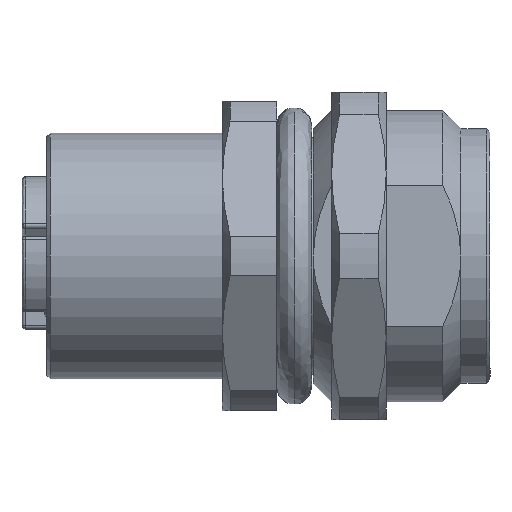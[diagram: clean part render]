
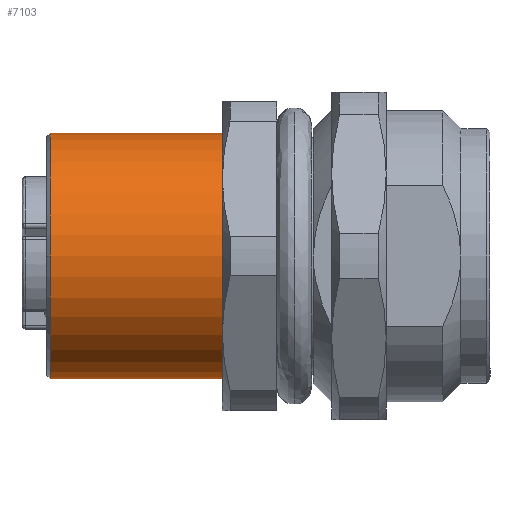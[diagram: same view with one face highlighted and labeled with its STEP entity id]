
A CAD part, left-side view. The second image highlights one B-rep face of the part: STEP entity #7103.
In plain terms, the highlighted cylindrical face has radius 6.75 mm (diameter 13.5 mm), a partial arc.
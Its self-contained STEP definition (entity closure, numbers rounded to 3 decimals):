
#4 = CARTESIAN_POINT ( 'NONE',  ( 0., 16.45, 0. ) ) ;
#225 = LINE ( 'NONE', #15471, #9964 ) ;
#264 = FACE_OUTER_BOUND ( 'NONE', #1228, .T. ) ;
#267 = CARTESIAN_POINT ( 'NONE',  ( 0., 7., -6.75 ) ) ;
#614 = EDGE_CURVE ( 'NONE', #12230, #12468, #8745, .T. ) ;
#1180 = DIRECTION ( 'NONE',  ( 0., 0., 1. ) ) ;
#1183 = DIRECTION ( 'NONE',  ( 0., 0., 1. ) ) ;
#1228 = EDGE_LOOP ( 'NONE', ( #12161, #3206, #5244, #16662, #6370 ) ) ;
#1313 = DIRECTION ( 'NONE',  ( 0., 0., 1. ) ) ;
#1338 = DIRECTION ( 'NONE',  ( 0., -1., 0. ) ) ;
#1466 = CARTESIAN_POINT ( 'NONE',  ( 0., 16.45, 0. ) ) ;
#1735 = LINE ( 'NONE', #6126, #15322 ) ;
#2491 = CARTESIAN_POINT ( 'NONE',  ( 0., 16.45, 6.75 ) ) ;
#3206 = ORIENTED_EDGE ( 'NONE', *, *, #5607, .T. ) ;
#3433 = VERTEX_POINT ( 'NONE', #9650 ) ;
#3687 = DIRECTION ( 'NONE',  ( 0., -1., 0. ) ) ;
#3934 = AXIS2_PLACEMENT_3D ( 'NONE', #1466, #1338, #1180 ) ;
#4892 = EDGE_CURVE ( 'NONE', #15053, #3433, #8242, .T. ) ;
#5244 = ORIENTED_EDGE ( 'NONE', *, *, #614, .T. ) ;
#5607 = EDGE_CURVE ( 'NONE', #8029, #12230, #1735, .T. ) ;
#5719 = CARTESIAN_POINT ( 'NONE',  ( 0., 16.65, 0. ) ) ;
#6073 = DIRECTION ( 'NONE',  ( 0., -1., 0. ) ) ;
#6126 = CARTESIAN_POINT ( 'NONE',  ( 0., 16.65, -6.75 ) ) ;
#6370 = ORIENTED_EDGE ( 'NONE', *, *, #4892, .T. ) ;
#6614 = DIRECTION ( 'NONE',  ( 0., 1., 0. ) ) ;
#7103 = ADVANCED_FACE ( 'NONE', ( #264 ), #16532, .T. ) ;
#7586 = CARTESIAN_POINT ( 'NONE',  ( 0., 7., 0. ) ) ;
#8029 = VERTEX_POINT ( 'NONE', #10482 ) ;
#8242 = CIRCLE ( 'NONE', #3934, 6.75 ) ;
#8310 = AXIS2_PLACEMENT_3D ( 'NONE', #4, #9285, #1313 ) ;
#8745 = CIRCLE ( 'NONE', #14574, 6.75 ) ;
#9187 = CARTESIAN_POINT ( 'NONE',  ( 0., 7., 6.75 ) ) ;
#9285 = DIRECTION ( 'NONE',  ( 0., -1., 0. ) ) ;
#9650 = CARTESIAN_POINT ( 'NONE',  ( -6.75, 16.45, 0. ) ) ;
#9964 = VECTOR ( 'NONE', #3687, 1000. ) ;
#10482 = CARTESIAN_POINT ( 'NONE',  ( 0., 16.45, -6.75 ) ) ;
#10983 = DIRECTION ( 'NONE',  ( 0., -1., 0. ) ) ;
#12161 = ORIENTED_EDGE ( 'NONE', *, *, #15583, .T. ) ;
#12230 = VERTEX_POINT ( 'NONE', #267 ) ;
#12299 = DIRECTION ( 'NONE',  ( 0., 0., 1. ) ) ;
#12350 = EDGE_CURVE ( 'NONE', #15053, #12468, #225, .T. ) ;
#12468 = VERTEX_POINT ( 'NONE', #9187 ) ;
#13752 = AXIS2_PLACEMENT_3D ( 'NONE', #5719, #10983, #12299 ) ;
#14169 = CIRCLE ( 'NONE', #8310, 6.75 ) ;
#14574 = AXIS2_PLACEMENT_3D ( 'NONE', #7586, #6614, #1183 ) ;
#15053 = VERTEX_POINT ( 'NONE', #2491 ) ;
#15322 = VECTOR ( 'NONE', #6073, 1000. ) ;
#15471 = CARTESIAN_POINT ( 'NONE',  ( 0., 16.65, 6.75 ) ) ;
#15583 = EDGE_CURVE ( 'NONE', #3433, #8029, #14169, .T. ) ;
#16532 = CYLINDRICAL_SURFACE ( 'NONE', #13752, 6.75 ) ;
#16662 = ORIENTED_EDGE ( 'NONE', *, *, #12350, .F. ) ;
